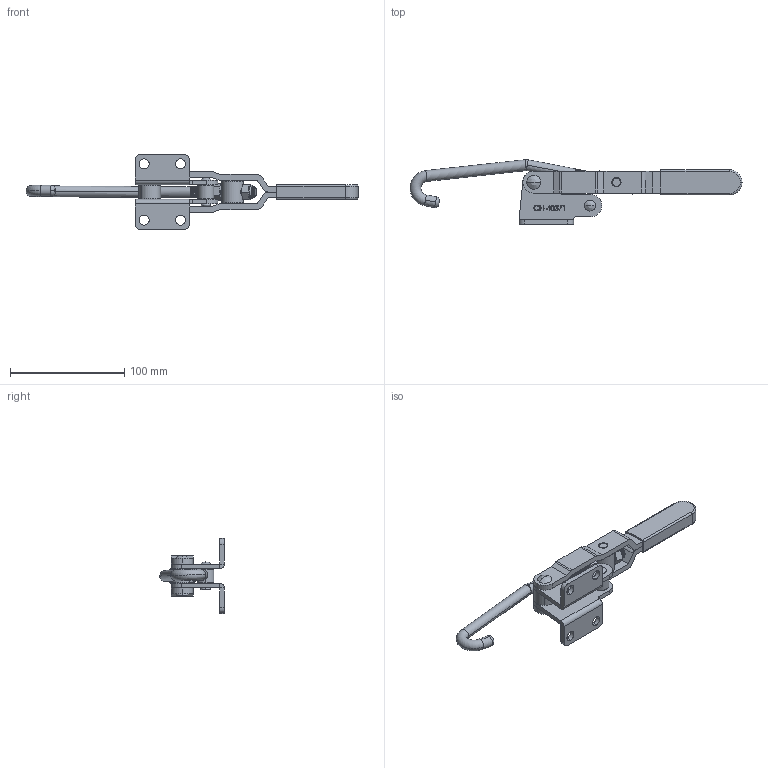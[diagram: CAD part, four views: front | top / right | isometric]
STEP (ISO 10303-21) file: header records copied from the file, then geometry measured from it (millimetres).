
FILE_DESCRIPTION (( 'STEP AP203' ), '1' );
FILE_NAME ('CH-40371.STEP', '2010-06-07T12:35:28', ( '微软用户' ), ( '微软中国' ), 'SwSTEP 2.0', 'SolidWorks 2008', '' );
FILE_SCHEMA (( 'CONFIG_CONTROL_DESIGN' ));
Length unit declared in the file: millimetre
Products named in the file (12): 40371-06_默认; CH-40371; 40371-05_默认; 8_默认; 3-8-24 NUT_默认; 1_默认; 3_默认; 40371-04_默认; 9_默认; 7_默认; 2_默认; 3-8-24 LOCK NUT_默认
Assembly tree (11 placements, depth 2):
  CH-40371
    40371-05_默认
    40371-06_默认
    40371-04_默认
    8_默认
    9_默认
    7_默认
    3-8-24 NUT_默认
    1_默认
    2_默认
    3-8-24 LOCK NUT_默认
    3_默认
Bounding box: 290.11 x 56.4 x 65.6 mm (x, y, z)
Volume: 94176 mm3; surface area: 59426.2 mm2
Topology: 13 solids, 13 shells, 717 faces, 1943 edges, 1270 vertices
Faces by surface type: plane 243, cylinder 235, bspline 174, cone 50, torus 15
Entity records: 36491 total; most frequent: CARTESIAN_POINT 19047, ORIENTED_EDGE 3866, DIRECTION 2643, EDGE_CURVE 1933, VERTEX_POINT 1270, VECTOR 983, LINE 983, AXIS2_PLACEMENT_3D 830
